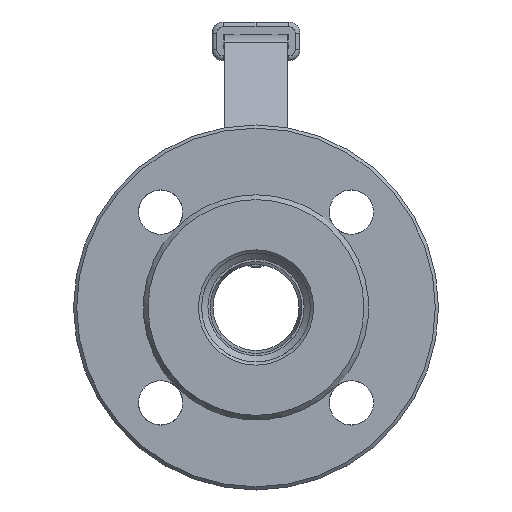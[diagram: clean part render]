
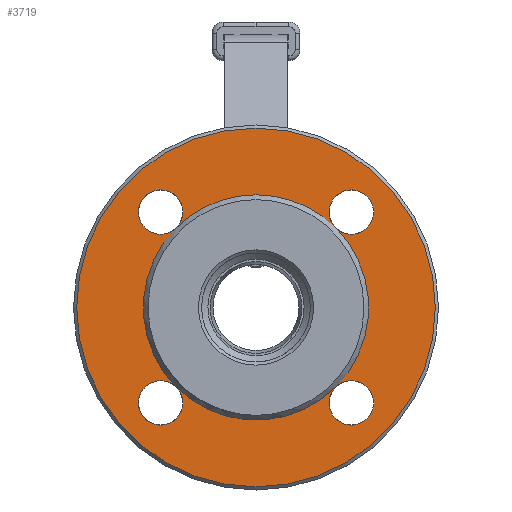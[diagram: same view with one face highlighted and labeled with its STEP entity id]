
A CAD part, front view. The second image highlights one B-rep face of the part: STEP entity #3719.
In plain terms, the highlighted planar face has unit normal (0, -1, 0).
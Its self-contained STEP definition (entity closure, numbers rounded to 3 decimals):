
#3569=CARTESIAN_POINT('',(0.,-12.,56.5));
#3570=VERTEX_POINT('',#3569);
#3577=CARTESIAN_POINT('',(-0.,-12.,-56.5));
#3578=VERTEX_POINT('',#3577);
#3579=CARTESIAN_POINT('',(0.,-12.,0.));
#3580=DIRECTION('',(0.,-1.,0.));
#3581=DIRECTION('',(0.,0.,-1.));
#3582=AXIS2_PLACEMENT_3D('',#3579,#3580,#3581);
#3583=CIRCLE('',#3582,56.5);
#3584=EDGE_CURVE('',#3578,#3570,#3583,.T.);
#3586=CARTESIAN_POINT('',(0.,-12.,0.));
#3587=DIRECTION('',(0.,-1.,0.));
#3588=DIRECTION('',(0.,0.,-1.));
#3589=AXIS2_PLACEMENT_3D('',#3586,#3587,#3588);
#3590=CIRCLE('',#3589,56.5);
#3591=EDGE_CURVE('',#3570,#3578,#3590,.T.);
#3599=CARTESIAN_POINT('',(0.,-12.,35.5));
#3600=DIRECTION('',(0.,-1.,0.));
#3601=DIRECTION('',(0.,0.,-1.));
#3602=AXIS2_PLACEMENT_3D('',#3599,#3600,#3601);
#3603=PLANE('',#3602);
#3604=ORIENTED_EDGE('',*,*,#3584,.T.);
#3605=ORIENTED_EDGE('',*,*,#3591,.T.);
#3606=EDGE_LOOP('',(#3604,#3605));
#3607=FACE_BOUND('',#3606,.T.);
#3608=CARTESIAN_POINT('',(-25.102,-12.,25.102));
#3609=VERTEX_POINT('',#3608);
#3610=CARTESIAN_POINT('',(-25.102,-12.,-25.102));
#3611=VERTEX_POINT('',#3610);
#3612=CARTESIAN_POINT('',(0.,-12.,0.));
#3613=DIRECTION('',(0.,-1.,0.));
#3614=DIRECTION('',(0.,0.,-1.));
#3615=AXIS2_PLACEMENT_3D('',#3612,#3613,#3614);
#3616=CIRCLE('',#3615,35.5);
#3617=EDGE_CURVE('',#3609,#3611,#3616,.T.);
#3618=ORIENTED_EDGE('',*,*,#3617,.F.);
#3619=CARTESIAN_POINT('',(-23.052,-12.,30.052));
#3620=VERTEX_POINT('',#3619);
#3621=CARTESIAN_POINT('',(-30.052,-12.,30.052));
#3622=DIRECTION('',(0.,-1.,0.));
#3623=DIRECTION('',(1.,0.,0.));
#3624=AXIS2_PLACEMENT_3D('',#3621,#3622,#3623);
#3625=CIRCLE('',#3624,7.);
#3626=EDGE_CURVE('',#3620,#3609,#3625,.T.);
#3627=ORIENTED_EDGE('',*,*,#3626,.F.);
#3628=CARTESIAN_POINT('',(-30.052,-12.,30.052));
#3629=DIRECTION('',(0.,-1.,0.));
#3630=DIRECTION('',(1.,0.,0.));
#3631=AXIS2_PLACEMENT_3D('',#3628,#3629,#3630);
#3632=CIRCLE('',#3631,7.);
#3633=EDGE_CURVE('',#3609,#3620,#3632,.T.);
#3634=ORIENTED_EDGE('',*,*,#3633,.F.);
#3635=CARTESIAN_POINT('',(0.,-12.,35.5));
#3636=VERTEX_POINT('',#3635);
#3637=CARTESIAN_POINT('',(0.,-12.,0.));
#3638=DIRECTION('',(0.,-1.,0.));
#3639=DIRECTION('',(0.,0.,-1.));
#3640=AXIS2_PLACEMENT_3D('',#3637,#3638,#3639);
#3641=CIRCLE('',#3640,35.5);
#3642=EDGE_CURVE('',#3636,#3609,#3641,.T.);
#3643=ORIENTED_EDGE('',*,*,#3642,.F.);
#3644=CARTESIAN_POINT('',(25.102,-12.,25.102));
#3645=VERTEX_POINT('',#3644);
#3646=CARTESIAN_POINT('',(0.,-12.,0.));
#3647=DIRECTION('',(0.,-1.,0.));
#3648=DIRECTION('',(0.,0.,-1.));
#3649=AXIS2_PLACEMENT_3D('',#3646,#3647,#3648);
#3650=CIRCLE('',#3649,35.5);
#3651=EDGE_CURVE('',#3645,#3636,#3650,.T.);
#3652=ORIENTED_EDGE('',*,*,#3651,.F.);
#3653=CARTESIAN_POINT('',(37.052,-12.,30.052));
#3654=VERTEX_POINT('',#3653);
#3655=CARTESIAN_POINT('',(30.052,-12.,30.052));
#3656=DIRECTION('',(0.,-1.,0.));
#3657=DIRECTION('',(1.,0.,0.));
#3658=AXIS2_PLACEMENT_3D('',#3655,#3656,#3657);
#3659=CIRCLE('',#3658,7.);
#3660=EDGE_CURVE('',#3654,#3645,#3659,.T.);
#3661=ORIENTED_EDGE('',*,*,#3660,.F.);
#3662=CARTESIAN_POINT('',(30.052,-12.,30.052));
#3663=DIRECTION('',(0.,-1.,0.));
#3664=DIRECTION('',(1.,0.,0.));
#3665=AXIS2_PLACEMENT_3D('',#3662,#3663,#3664);
#3666=CIRCLE('',#3665,7.);
#3667=EDGE_CURVE('',#3645,#3654,#3666,.T.);
#3668=ORIENTED_EDGE('',*,*,#3667,.F.);
#3669=CARTESIAN_POINT('',(25.102,-12.,-25.102));
#3670=VERTEX_POINT('',#3669);
#3671=CARTESIAN_POINT('',(0.,-12.,0.));
#3672=DIRECTION('',(0.,-1.,0.));
#3673=DIRECTION('',(0.,0.,-1.));
#3674=AXIS2_PLACEMENT_3D('',#3671,#3672,#3673);
#3675=CIRCLE('',#3674,35.5);
#3676=EDGE_CURVE('',#3670,#3645,#3675,.T.);
#3677=ORIENTED_EDGE('',*,*,#3676,.F.);
#3678=CARTESIAN_POINT('',(37.052,-12.,-30.052));
#3679=VERTEX_POINT('',#3678);
#3680=CARTESIAN_POINT('',(30.052,-12.,-30.052));
#3681=DIRECTION('',(0.,-1.,0.));
#3682=DIRECTION('',(1.,0.,0.));
#3683=AXIS2_PLACEMENT_3D('',#3680,#3681,#3682);
#3684=CIRCLE('',#3683,7.);
#3685=EDGE_CURVE('',#3679,#3670,#3684,.T.);
#3686=ORIENTED_EDGE('',*,*,#3685,.F.);
#3687=CARTESIAN_POINT('',(30.052,-12.,-30.052));
#3688=DIRECTION('',(0.,-1.,0.));
#3689=DIRECTION('',(1.,0.,0.));
#3690=AXIS2_PLACEMENT_3D('',#3687,#3688,#3689);
#3691=CIRCLE('',#3690,7.);
#3692=EDGE_CURVE('',#3670,#3679,#3691,.T.);
#3693=ORIENTED_EDGE('',*,*,#3692,.F.);
#3694=CARTESIAN_POINT('',(0.,-12.,0.));
#3695=DIRECTION('',(0.,-1.,0.));
#3696=DIRECTION('',(0.,0.,-1.));
#3697=AXIS2_PLACEMENT_3D('',#3694,#3695,#3696);
#3698=CIRCLE('',#3697,35.5);
#3699=EDGE_CURVE('',#3611,#3670,#3698,.T.);
#3700=ORIENTED_EDGE('',*,*,#3699,.F.);
#3701=CARTESIAN_POINT('',(-23.052,-12.,-30.052));
#3702=VERTEX_POINT('',#3701);
#3703=CARTESIAN_POINT('',(-30.052,-12.,-30.052));
#3704=DIRECTION('',(0.,-1.,0.));
#3705=DIRECTION('',(1.,0.,0.));
#3706=AXIS2_PLACEMENT_3D('',#3703,#3704,#3705);
#3707=CIRCLE('',#3706,7.);
#3708=EDGE_CURVE('',#3702,#3611,#3707,.T.);
#3709=ORIENTED_EDGE('',*,*,#3708,.F.);
#3710=CARTESIAN_POINT('',(-30.052,-12.,-30.052));
#3711=DIRECTION('',(0.,-1.,0.));
#3712=DIRECTION('',(1.,0.,0.));
#3713=AXIS2_PLACEMENT_3D('',#3710,#3711,#3712);
#3714=CIRCLE('',#3713,7.);
#3715=EDGE_CURVE('',#3611,#3702,#3714,.T.);
#3716=ORIENTED_EDGE('',*,*,#3715,.F.);
#3717=EDGE_LOOP('',(#3618,#3627,#3634,#3643,#3652,#3661,#3668,#3677,#3686,#3693,#3700,#3709,#3716));
#3718=FACE_BOUND('',#3717,.T.);
#3719=ADVANCED_FACE('',(#3607,#3718),#3603,.T.);
